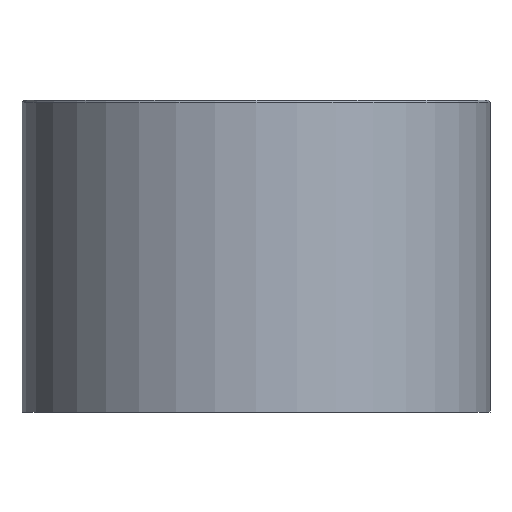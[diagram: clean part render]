
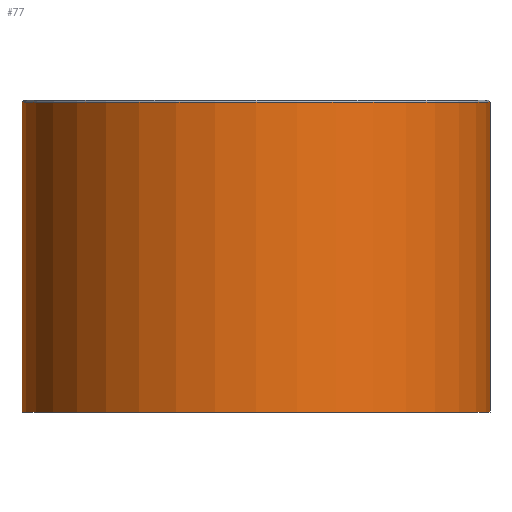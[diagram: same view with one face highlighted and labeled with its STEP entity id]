
A CAD part, front view. The second image highlights one B-rep face of the part: STEP entity #77.
In plain terms, the highlighted cylindrical face has radius 9.525 mm (diameter 19.05 mm), a full revolution.
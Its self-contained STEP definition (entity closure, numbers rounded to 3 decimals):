
#15=CYLINDRICAL_SURFACE('',#88,9.525);
#21=FACE_BOUND('',#36,.T.);
#27=FACE_OUTER_BOUND('',#35,.T.);
#35=EDGE_LOOP('',(#65));
#36=EDGE_LOOP('',(#66));
#43=CIRCLE('',#84,9.525);
#46=CIRCLE('',#89,9.525);
#49=VERTEX_POINT('',#123);
#52=VERTEX_POINT('',#131);
#55=EDGE_CURVE('',#49,#49,#43,.T.);
#58=EDGE_CURVE('',#52,#52,#46,.T.);
#65=ORIENTED_EDGE('',*,*,#58,.T.);
#66=ORIENTED_EDGE('',*,*,#55,.F.);
#77=ADVANCED_FACE('',(#27,#21),#15,.T.);
#84=AXIS2_PLACEMENT_3D('',#124,#99,#100);
#88=AXIS2_PLACEMENT_3D('',#130,#107,#108);
#89=AXIS2_PLACEMENT_3D('',#132,#109,#110);
#99=DIRECTION('center_axis',(0.,0.,1.));
#100=DIRECTION('ref_axis',(1.,0.,0.));
#107=DIRECTION('center_axis',(0.,0.,1.));
#108=DIRECTION('ref_axis',(1.,0.,0.));
#109=DIRECTION('center_axis',(0.,0.,1.));
#110=DIRECTION('ref_axis',(1.,0.,0.));
#123=CARTESIAN_POINT('',(-9.525,0.,12.6));
#124=CARTESIAN_POINT('Origin',(0.,0.,12.6));
#130=CARTESIAN_POINT('Origin',(0.,0.,6.3));
#131=CARTESIAN_POINT('',(-9.525,0.,0.));
#132=CARTESIAN_POINT('Origin',(0.,0.,0.));
